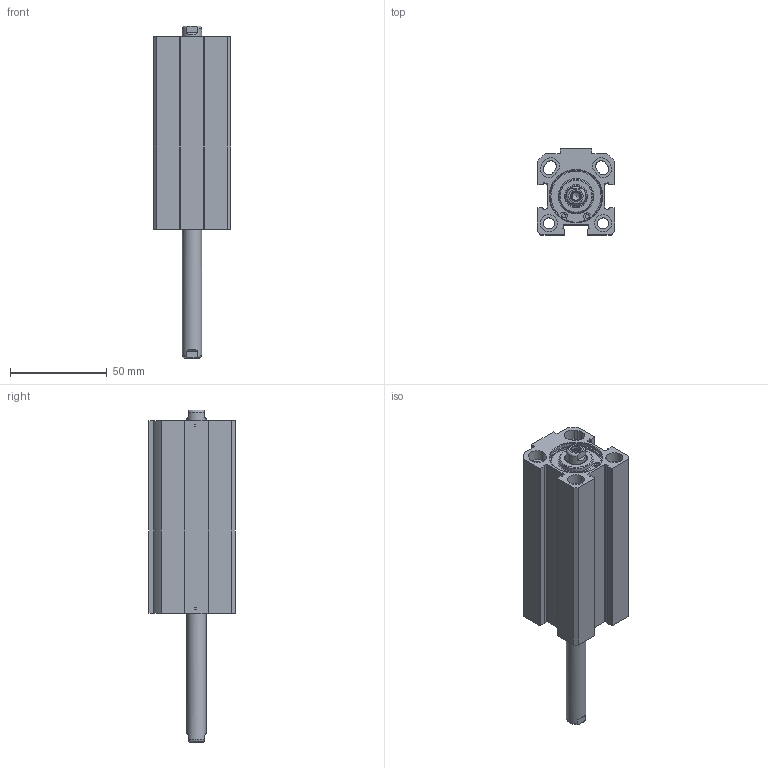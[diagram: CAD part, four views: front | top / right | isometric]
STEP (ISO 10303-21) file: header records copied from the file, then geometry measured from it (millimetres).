
FILE_DESCRIPTION((''),'2;1');
FILE_NAME('FDMP025.060.GS.F.stp','2014-06-10T08:34:19',('carlo.corazza'),(''),'Autodesk Inventor 2012','Autodesk Inventor 2012','');
FILE_SCHEMA(('AUTOMOTIVE_DESIGN { 1 0 10303 214 1 1 1 1 }'));
Length unit declared in the file: millimetre
Products named in the file (4): FDMP025..GS.F; CORPO-060; STELO-060; TA
Assembly tree (5 placements, depth 2):
  FDMP025..GS.F
    CORPO-060
    STELO-060  x2
    TA  x2
Bounding box: 40 x 44.5 x 171.5 mm (x, y, z)
Volume: 97887.6 mm3; surface area: 47767 mm2
Topology: 5 solids, 5 shells, 229 faces, 549 edges, 352 vertices
Faces by surface type: plane 102, cylinder 85, cone 32, torus 10
Full cylindrical faces by diameter (mm): 1.6 x2, 2 x4, 4.134 x4, 5.25 x2, 5.8 x2, 8.566 x2, 8.8 x4, 10 x2, 10.48 x2, 11.4 x2, 17.5 x2, 25 x1, 26.9 x4, 27 x2, 28.4 x2
Entity records: 5404 total; most frequent: CARTESIAN_POINT 939, DIRECTION 918, ORIENTED_EDGE 748, EDGE_CURVE 374, AXIS2_PLACEMENT_3D 361, VERTEX_POINT 270, EDGE_LOOP 266, VECTOR 196
